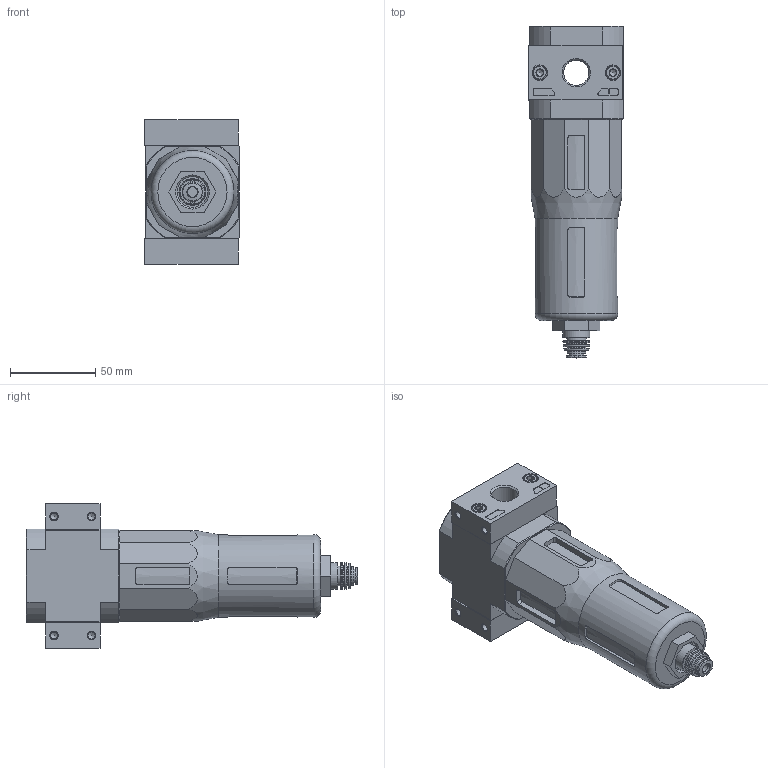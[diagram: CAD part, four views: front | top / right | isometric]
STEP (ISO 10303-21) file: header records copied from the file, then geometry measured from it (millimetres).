
FILE_DESCRIPTION(/* description */ ('STEP AP214'),/* implementation_level */ '2;1');
FILE_NAME(/* name */ '162621_LF-3_8-D-5M-MIDI-A',/* time_stamp */ '2024-08-29T21:49:19+02:00',/* author */ ('License CC BY-ND 4.0'),/* organization */ ('CADENAS'),/* preprocessor_version */ 'ST-DEVELOPER v19.3',/* originating_system */ 'PARTsolutions',/* authorisation */ ' ');
FILE_SCHEMA (('AUTOMOTIVE_DESIGN {1 0 10303 214 3 1 1}'));
Length unit declared in the file: millimetre
Products named in the file (7): 162621 LF-3/8-D-5M-MIDI-A; 127309 LF-D-5M-MIDI-A; 369989 LF-D-MIDI; 380297 PBL-3/8-D-MIDI-L---(1) p1; DIN-912 - M5x18(F); 380299 PBL-3/8-D-MIDI-R---(0) p1; 526489 MS4-LFR-V
Assembly tree (10 placements, depth 2):
  162621 LF-3/8-D-5M-MIDI-A
    127309 LF-D-5M-MIDI-A
    369989 LF-D-MIDI  x2
    380297 PBL-3/8-D-MIDI-L---(1) p1
    DIN-912 - M5x18(F)  x4
    380299 PBL-3/8-D-MIDI-R---(0) p1
    526489 MS4-LFR-V
Bounding box: 55.5 x 195.22 x 85 mm (x, y, z)
Volume: 432930.8 mm3; surface area: 65610.2 mm2
Topology: 10 solids, 10 shells, 448 faces, 1011 edges, 626 vertices
Faces by surface type: plane 215, cylinder 109, cone 100, torus 24
Full cylindrical faces by diameter (mm): 4.134 x8, 5 x4, 6 x1, 7.3 x4, 7.5 x2, 8.5 x4, 11 x1, 11.4 x1, 11.6 x1, 11.8 x1, 14.95 x2, 15.8 x1, 16 x1, 16.4 x1, 18 x1, 24.9 x1, 26.4 x1, 29.7 x1, 30.8 x1, 48.7 x1, 52 x1
Entity records: 11350 total; most frequent: CARTESIAN_POINT 2082, DIRECTION 1585, ORIENTED_EDGE 1448, EDGE_CURVE 724, AXIS2_PLACEMENT_3D 617, VERTEX_POINT 518, FACE_BOUND 498, EDGE_LOOP 491
